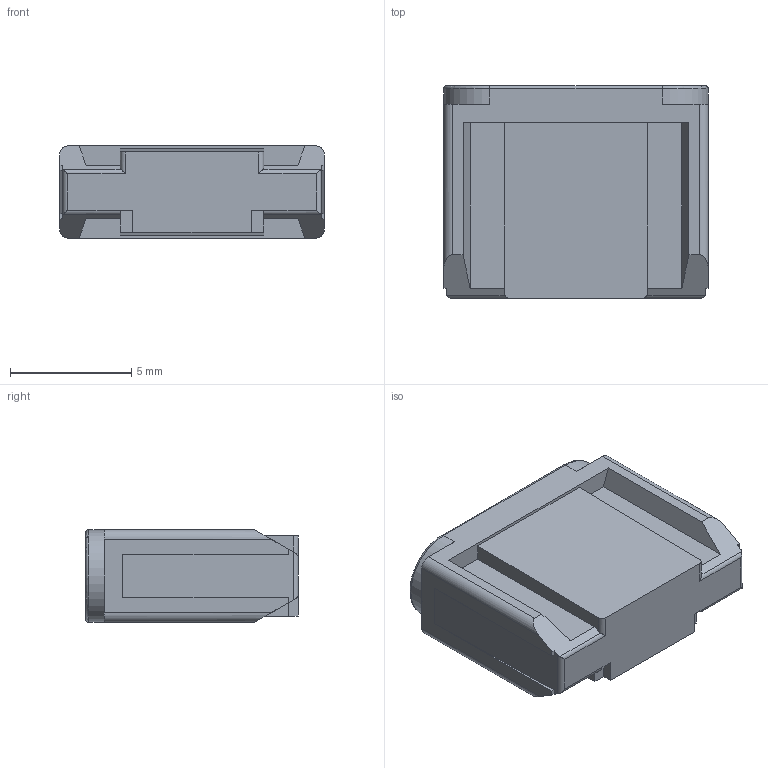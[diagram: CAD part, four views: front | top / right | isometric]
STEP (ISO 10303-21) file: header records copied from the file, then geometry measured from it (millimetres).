
FILE_DESCRIPTION(/* description */ (''),/* implementation_level */ '2;1');
FILE_NAME(/* name */ 'FU_0297002_legless.step',/* time_stamp */ '2022-10-29T21:01:29-05:00',/* author */ (''),/* organization */ (''),/* preprocessor_version */ 'ST-DEVELOPER v19.2',/* originating_system */ 'Autodesk Translation Framework v11.17.0.187',/* authorisation */ '');
FILE_SCHEMA (('AUTOMOTIVE_DESIGN { 1 0 10303 214 3 1 1 }'));
Length unit declared in the file: millimetre
Products named in the file (1): (Unsaved)
Bounding box: 10.92 x 8.76 x 3.81 mm (x, y, z)
Volume: 301.1 mm3; surface area: 368.9 mm2
Topology: 1 solids, 1 shells, 102 faces, 272 edges, 178 vertices
Faces by surface type: plane 84, cylinder 16, torus 2
Entity records: 3197 total; most frequent: CARTESIAN_POINT 591, ORIENTED_EDGE 544, DIRECTION 510, EDGE_CURVE 272, LINE 236, VECTOR 236, VERTEX_POINT 178, AXIS2_PLACEMENT_3D 137
